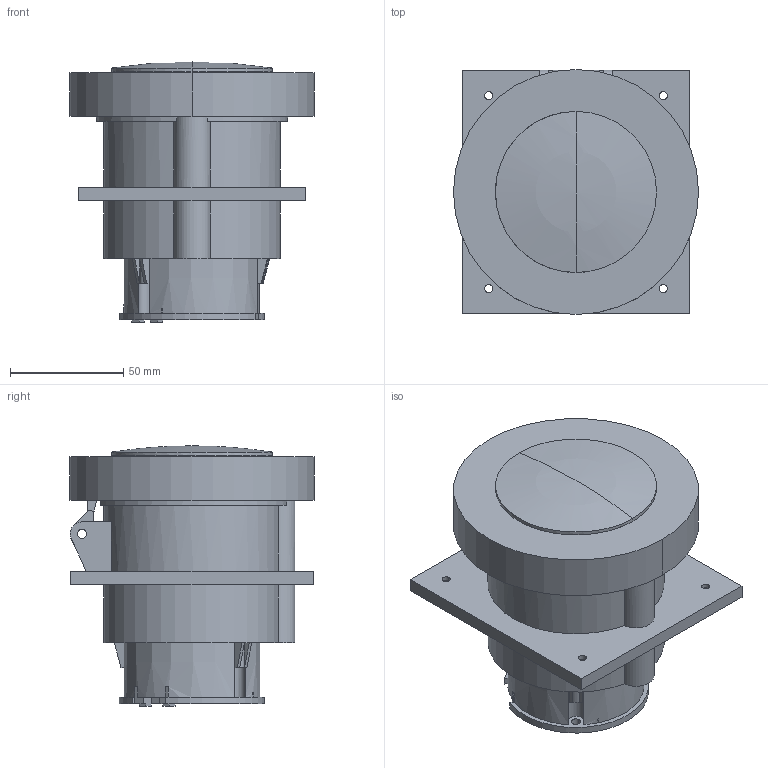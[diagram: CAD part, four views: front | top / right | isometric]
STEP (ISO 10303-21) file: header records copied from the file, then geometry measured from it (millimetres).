
FILE_DESCRIPTION((''),'2;1');
FILE_NAME('SB108765Y_3D_COLOUR','2013-09-13T',('SESA217760'),('Schneider-Electric'),'PRO/ENGINEER BY PARAMETRIC TECHNOLOGY CORPORATION, 2011410','PRO/ENGINEER BY PARAMETRIC TECHNOLOGY CORPORATION, 2011410','');
FILE_SCHEMA(('CONFIG_CONTROL_DESIGN'));
Length unit declared in the file: millimetre
Products named in the file (1): SB108765Y_3D_COLOUR
Bounding box: 108 x 108 x 114.77 mm (x, y, z)
Volume: 231695.6 mm3; surface area: 147762.6 mm2
Topology: 2 solids, 2 shells, 273 faces, 799 edges, 540 vertices
Faces by surface type: plane 138, cylinder 117, cone 12, sphere 6
Entity records: 9559 total; most frequent: CARTESIAN_POINT 1903, DIRECTION 1660, ORIENTED_EDGE 1586, EDGE_CURVE 793, AXIS2_PLACEMENT_3D 632, VERTEX_POINT 540, VECTOR 396, LINE 396
